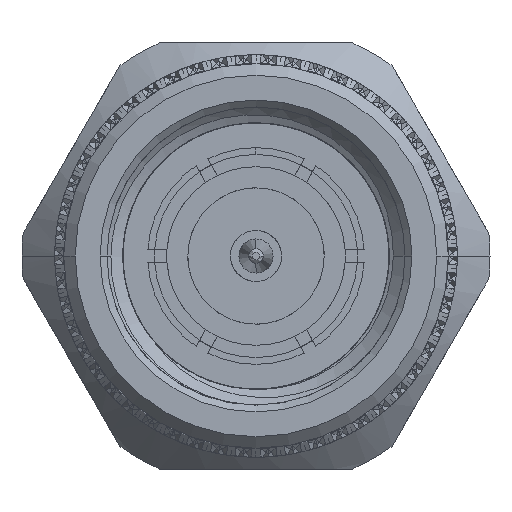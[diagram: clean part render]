
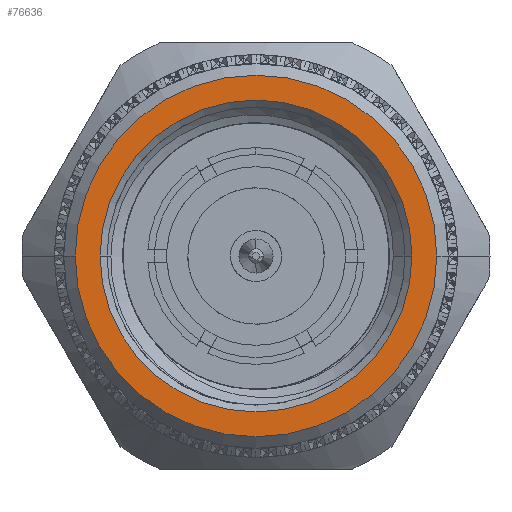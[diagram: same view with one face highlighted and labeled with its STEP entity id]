
A CAD part, left-side view. The second image highlights one B-rep face of the part: STEP entity #76636.
In plain terms, the highlighted planar face has unit normal (-1, 0, 0).
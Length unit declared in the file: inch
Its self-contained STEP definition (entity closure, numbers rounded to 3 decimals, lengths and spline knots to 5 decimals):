
#3151 = ORIENTED_EDGE ( 'NONE', *, *, #53082, .F. ) ;
#3294 = DIRECTION ( 'NONE',  ( 1., 0., 0. ) ) ;
#4548 = AXIS2_PLACEMENT_3D ( 'NONE', #16515, #46474, #28826 ) ;
#6112 = DIRECTION ( 'NONE',  ( 1., 0., 0. ) ) ;
#7074 = VERTEX_POINT ( 'NONE', #25743 ) ;
#7967 = DIRECTION ( 'NONE',  ( 1., 0., 0. ) ) ;
#9068 = CIRCLE ( 'NONE', #26163, 0.22875 ) ;
#15642 = PLANE ( 'NONE',  #67328 ) ;
#16515 = CARTESIAN_POINT ( 'NONE',  ( 0., 0., 0. ) ) ;
#17712 = CIRCLE ( 'NONE', #64899, 0.22875 ) ;
#21822 = VERTEX_POINT ( 'NONE', #40276 ) ;
#22808 = CARTESIAN_POINT ( 'NONE',  ( 0., 0., 0. ) ) ;
#25743 = CARTESIAN_POINT ( 'NONE',  ( 0., -0.26528, 0. ) ) ;
#26163 = AXIS2_PLACEMENT_3D ( 'NONE', #74312, #6112, #31185 ) ;
#28213 = ORIENTED_EDGE ( 'NONE', *, *, #34150, .T. ) ;
#28826 = DIRECTION ( 'NONE',  ( 0., 1., 0. ) ) ;
#31185 = DIRECTION ( 'NONE',  ( 0., 1., 0. ) ) ;
#31989 = AXIS2_PLACEMENT_3D ( 'NONE', #44524, #7967, #50704 ) ;
#34150 = EDGE_CURVE ( 'NONE', #21822, #68534, #9068, .T. ) ;
#34527 = CARTESIAN_POINT ( 'NONE',  ( 0., 0.27, 0. ) ) ;
#39856 = CIRCLE ( 'NONE', #31989, 0.26528 ) ;
#40276 = CARTESIAN_POINT ( 'NONE',  ( 0., 0.22875, 0. ) ) ;
#40675 = DIRECTION ( 'NONE',  ( 0., 1., 0. ) ) ;
#43705 = ORIENTED_EDGE ( 'NONE', *, *, #78321, .F. ) ;
#44524 = CARTESIAN_POINT ( 'NONE',  ( 0., 0., 0. ) ) ;
#45697 = ORIENTED_EDGE ( 'NONE', *, *, #48642, .T. ) ;
#46474 = DIRECTION ( 'NONE',  ( 1., 0., 0. ) ) ;
#47648 = FACE_BOUND ( 'NONE', #81217, .T. ) ;
#48642 = EDGE_CURVE ( 'NONE', #68534, #21822, #17712, .T. ) ;
#50704 = DIRECTION ( 'NONE',  ( 0., 1., 0. ) ) ;
#52976 = CARTESIAN_POINT ( 'NONE',  ( 0., -0.22875, 0. ) ) ;
#53082 = EDGE_CURVE ( 'NONE', #65823, #7074, #74083, .T. ) ;
#54799 = DIRECTION ( 'NONE',  ( 1., 0., 0. ) ) ;
#55874 = CARTESIAN_POINT ( 'NONE',  ( 0., 0.26528, 0. ) ) ;
#57161 = EDGE_LOOP ( 'NONE', ( #3151, #43705 ) ) ;
#60141 = DIRECTION ( 'NONE',  ( 0., 1., 0. ) ) ;
#64899 = AXIS2_PLACEMENT_3D ( 'NONE', #22808, #54799, #60141 ) ;
#65823 = VERTEX_POINT ( 'NONE', #55874 ) ;
#67328 = AXIS2_PLACEMENT_3D ( 'NONE', #34527, #3294, #40675 ) ;
#68534 = VERTEX_POINT ( 'NONE', #52976 ) ;
#74083 = CIRCLE ( 'NONE', #4548, 0.26528 ) ;
#74312 = CARTESIAN_POINT ( 'NONE',  ( 0., 0., 0. ) ) ;
#76636 = ADVANCED_FACE ( 'NONE', ( #47648, #79281 ), #15642, .F. ) ;
#78321 = EDGE_CURVE ( 'NONE', #7074, #65823, #39856, .T. ) ;
#79281 = FACE_OUTER_BOUND ( 'NONE', #57161, .T. ) ;
#81217 = EDGE_LOOP ( 'NONE', ( #45697, #28213 ) ) ;
